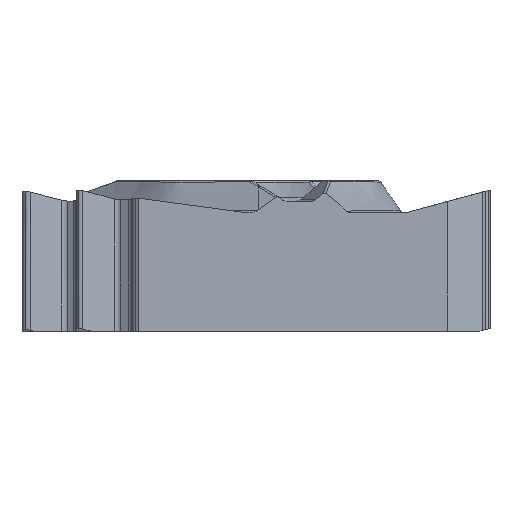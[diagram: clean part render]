
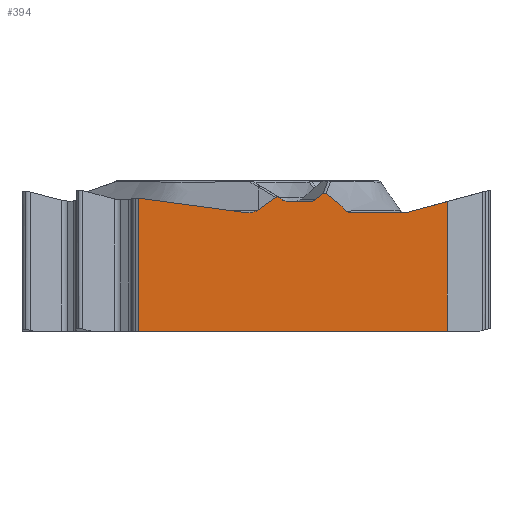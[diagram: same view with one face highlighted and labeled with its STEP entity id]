
A CAD part, left-side view. The second image highlights one B-rep face of the part: STEP entity #394.
In plain terms, the highlighted planar face has unit normal (-1, 0, 0).
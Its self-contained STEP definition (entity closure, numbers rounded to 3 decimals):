
#171=ELLIPSE('',#2994,0.309,0.3);
#172=ELLIPSE('',#2995,0.309,0.3);
#173=ELLIPSE('',#2996,0.149,0.1);
#174=ELLIPSE('',#2997,1.,0.5);
#231=FACE_OUTER_BOUND('',#1027,.T.);
#394=ADVANCED_FACE('',(#231),#549,.F.);
#549=PLANE('',#2998);
#595=LINE('',#4311,#793);
#644=LINE('',#4449,#842);
#701=LINE('',#4650,#899);
#702=LINE('',#4654,#900);
#703=LINE('',#4689,#901);
#704=LINE('',#4693,#902);
#705=LINE('',#4697,#903);
#706=LINE('',#4701,#904);
#707=LINE('',#4721,#905);
#708=LINE('',#4723,#906);
#793=VECTOR('',#3205,1.);
#842=VECTOR('',#3316,1.);
#899=VECTOR('',#3459,1.);
#900=VECTOR('',#3462,1.);
#901=VECTOR('',#3463,1.);
#902=VECTOR('',#3466,1.);
#903=VECTOR('',#3469,1.);
#904=VECTOR('',#3472,1.);
#905=VECTOR('',#3475,1.);
#906=VECTOR('',#3476,1.);
#1027=EDGE_LOOP('',(#1367,#1368,#1369,#1370,#1371,#1372,#1373,#1374,#1375,
#1376,#1377,#1378,#1379,#1380,#1381,#1382,#1383,#1384,#1385,#1386));
#1367=ORIENTED_EDGE('',*,*,#2295,.F.);
#1368=ORIENTED_EDGE('',*,*,#2365,.F.);
#1369=ORIENTED_EDGE('',*,*,#2448,.T.);
#1370=ORIENTED_EDGE('',*,*,#2449,.T.);
#1371=ORIENTED_EDGE('',*,*,#2450,.T.);
#1372=ORIENTED_EDGE('',*,*,#2451,.T.);
#1373=ORIENTED_EDGE('',*,*,#2452,.F.);
#1374=ORIENTED_EDGE('',*,*,#2453,.F.);
#1375=ORIENTED_EDGE('',*,*,#2454,.T.);
#1376=ORIENTED_EDGE('',*,*,#2455,.T.);
#1377=ORIENTED_EDGE('',*,*,#2456,.T.);
#1378=ORIENTED_EDGE('',*,*,#2457,.T.);
#1379=ORIENTED_EDGE('',*,*,#2458,.T.);
#1380=ORIENTED_EDGE('',*,*,#2459,.F.);
#1381=ORIENTED_EDGE('',*,*,#2460,.T.);
#1382=ORIENTED_EDGE('',*,*,#2461,.F.);
#1383=ORIENTED_EDGE('',*,*,#2462,.T.);
#1384=ORIENTED_EDGE('',*,*,#2463,.T.);
#1385=ORIENTED_EDGE('',*,*,#2464,.T.);
#1386=ORIENTED_EDGE('',*,*,#2465,.F.);
#2030=VERTEX_POINT('',#4310);
#2031=VERTEX_POINT('',#4312);
#2088=VERTEX_POINT('',#4448);
#2146=VERTEX_POINT('',#4651);
#2147=VERTEX_POINT('',#4653);
#2148=VERTEX_POINT('',#4655);
#2149=VERTEX_POINT('',#4666);
#2150=VERTEX_POINT('',#4674);
#2151=VERTEX_POINT('',#4688);
#2152=VERTEX_POINT('',#4690);
#2153=VERTEX_POINT('',#4692);
#2154=VERTEX_POINT('',#4694);
#2155=VERTEX_POINT('',#4696);
#2156=VERTEX_POINT('',#4698);
#2157=VERTEX_POINT('',#4700);
#2158=VERTEX_POINT('',#4702);
#2159=VERTEX_POINT('',#4707);
#2160=VERTEX_POINT('',#4718);
#2161=VERTEX_POINT('',#4720);
#2162=VERTEX_POINT('',#4722);
#2295=EDGE_CURVE('',#2030,#2031,#595,.T.);
#2365=EDGE_CURVE('',#2088,#2030,#644,.T.);
#2448=EDGE_CURVE('',#2088,#2146,#701,.T.);
#2449=EDGE_CURVE('',#2146,#2147,#2729,.T.);
#2450=EDGE_CURVE('',#2147,#2148,#702,.T.);
#2451=EDGE_CURVE('',#2148,#2149,#2810,.T.);
#2452=EDGE_CURVE('',#2150,#2149,#2811,.T.);
#2453=EDGE_CURVE('',#2151,#2150,#2812,.T.);
#2454=EDGE_CURVE('',#2151,#2152,#703,.T.);
#2455=EDGE_CURVE('',#2152,#2153,#171,.T.);
#2456=EDGE_CURVE('',#2153,#2154,#704,.T.);
#2457=EDGE_CURVE('',#2154,#2155,#172,.T.);
#2458=EDGE_CURVE('',#2155,#2156,#705,.T.);
#2459=EDGE_CURVE('',#2157,#2156,#173,.T.);
#2460=EDGE_CURVE('',#2157,#2158,#706,.T.);
#2461=EDGE_CURVE('',#2159,#2158,#2813,.T.);
#2462=EDGE_CURVE('',#2159,#2160,#2814,.T.);
#2463=EDGE_CURVE('',#2160,#2161,#174,.T.);
#2464=EDGE_CURVE('',#2161,#2162,#707,.T.);
#2465=EDGE_CURVE('',#2031,#2162,#708,.T.);
#2729=CIRCLE('',#2993,0.5);
#2810=B_SPLINE_CURVE_WITH_KNOTS('',3,(#4656,#4657,#4658,#4659,#4660,#4661,
#4662,#4663,#4664,#4665),.UNSPECIFIED.,.F.,.F.,(4,3,3,4),(0.,0.468,
0.914,1.),.UNSPECIFIED.);
#2811=B_SPLINE_CURVE_WITH_KNOTS('',3,(#4667,#4668,#4669,#4670,#4671,#4672,
#4673),.UNSPECIFIED.,.F.,.F.,(4,3,4),(0.,0.411,1.),
 .UNSPECIFIED.);
#2812=B_SPLINE_CURVE_WITH_KNOTS('',3,(#4675,#4676,#4677,#4678,#4679,#4680,
#4681,#4682,#4683,#4684,#4685,#4686,#4687),.UNSPECIFIED.,.F.,.F.,(4,3,3,
3,4),(0.,0.265,0.53,0.788,1.),
 .UNSPECIFIED.);
#2813=B_SPLINE_CURVE_WITH_KNOTS('',3,(#4703,#4704,#4705,#4706),
 .UNSPECIFIED.,.F.,.F.,(4,4),(0.,1.),.UNSPECIFIED.);
#2814=B_SPLINE_CURVE_WITH_KNOTS('',3,(#4708,#4709,#4710,#4711,#4712,#4713,
#4714,#4715,#4716,#4717),.UNSPECIFIED.,.F.,.F.,(4,3,3,4),(0.,0.331,
0.914,1.),.UNSPECIFIED.);
#2993=AXIS2_PLACEMENT_3D('',#4652,#3460,#3461);
#2994=AXIS2_PLACEMENT_3D('',#4691,#3464,#3465);
#2995=AXIS2_PLACEMENT_3D('',#4695,#3467,#3468);
#2996=AXIS2_PLACEMENT_3D('',#4699,#3470,#3471);
#2997=AXIS2_PLACEMENT_3D('',#4719,#3473,#3474);
#2998=AXIS2_PLACEMENT_3D('',#4724,#3477,#3478);
#3205=DIRECTION('',(0.,1.,0.));
#3316=DIRECTION('',(0.,0.,-1.));
#3459=DIRECTION('',(0.,0.966,-0.259));
#3460=DIRECTION('',(1.,0.,0.));
#3461=DIRECTION('',(0.,1.,0.));
#3462=DIRECTION('',(0.,1.,0.));
#3463=DIRECTION('',(0.,0.775,-0.631));
#3464=DIRECTION('',(1.,0.,0.));
#3465=DIRECTION('',(0.,1.,0.));
#3466=DIRECTION('',(0.,1.,0.));
#3467=DIRECTION('',(1.,0.,0.));
#3468=DIRECTION('',(0.,1.,0.));
#3469=DIRECTION('',(0.,0.775,0.631));
#3470=DIRECTION('',(1.,0.,0.));
#3471=DIRECTION('',(0.,-0.858,-0.514));
#3472=DIRECTION('',(0.,0.814,-0.581));
#3473=DIRECTION('',(1.,0.,0.));
#3474=DIRECTION('',(0.,1.,0.));
#3475=DIRECTION('',(0.,0.991,0.133));
#3476=DIRECTION('',(0.,0.,1.));
#3477=DIRECTION('',(1.,0.,0.));
#3478=DIRECTION('',(0.,1.,0.));
#4310=CARTESIAN_POINT('',(-6.35,-7.347,-5.56));
#4311=CARTESIAN_POINT('',(-6.35,5.476,-5.56));
#4312=CARTESIAN_POINT('',(-6.35,4.661,-5.56));
#4448=CARTESIAN_POINT('',(-6.35,-7.347,-0.523));
#4449=CARTESIAN_POINT('',(-6.35,-7.347,25.));
#4650=CARTESIAN_POINT('',(-6.35,-6.873,-0.65));
#4651=CARTESIAN_POINT('',(-6.35,-5.781,-0.943));
#4652=CARTESIAN_POINT('',(-6.35,-5.651,-0.46));
#4653=CARTESIAN_POINT('',(-6.35,-5.651,-0.96));
#4654=CARTESIAN_POINT('',(-6.35,0.,-0.96));
#4655=CARTESIAN_POINT('',(-6.35,-3.587,-0.96));
#4656=CARTESIAN_POINT('',(-6.35,-3.587,-0.96));
#4657=CARTESIAN_POINT('',(-6.35,-3.56,-0.96));
#4658=CARTESIAN_POINT('',(-6.35,-3.531,-0.955));
#4659=CARTESIAN_POINT('',(-6.35,-3.505,-0.945));
#4660=CARTESIAN_POINT('',(-6.35,-3.48,-0.936));
#4661=CARTESIAN_POINT('',(-6.35,-3.457,-0.922));
#4662=CARTESIAN_POINT('',(-6.35,-3.436,-0.905));
#4663=CARTESIAN_POINT('',(-6.35,-3.433,-0.902));
#4664=CARTESIAN_POINT('',(-6.35,-3.429,-0.898));
#4665=CARTESIAN_POINT('',(-6.35,-3.425,-0.894));
#4666=CARTESIAN_POINT('',(-6.35,-3.425,-0.894));
#4667=CARTESIAN_POINT('',(-6.35,-2.636,-0.216));
#4668=CARTESIAN_POINT('',(-6.35,-2.751,-0.3));
#4669=CARTESIAN_POINT('',(-6.35,-2.863,-0.388));
#4670=CARTESIAN_POINT('',(-6.35,-2.972,-0.48));
#4671=CARTESIAN_POINT('',(-6.35,-3.129,-0.611));
#4672=CARTESIAN_POINT('',(-6.35,-3.28,-0.75));
#4673=CARTESIAN_POINT('',(-6.35,-3.425,-0.894));
#4674=CARTESIAN_POINT('',(-6.35,-2.636,-0.216));
#4675=CARTESIAN_POINT('',(-6.35,-2.515,-0.22));
#4676=CARTESIAN_POINT('',(-6.35,-2.524,-0.213));
#4677=CARTESIAN_POINT('',(-6.35,-2.534,-0.207));
#4678=CARTESIAN_POINT('',(-6.35,-2.545,-0.203));
#4679=CARTESIAN_POINT('',(-6.35,-2.556,-0.199));
#4680=CARTESIAN_POINT('',(-6.35,-2.567,-0.197));
#4681=CARTESIAN_POINT('',(-6.35,-2.579,-0.197));
#4682=CARTESIAN_POINT('',(-6.35,-2.59,-0.197));
#4683=CARTESIAN_POINT('',(-6.35,-2.601,-0.199));
#4684=CARTESIAN_POINT('',(-6.35,-2.611,-0.203));
#4685=CARTESIAN_POINT('',(-6.35,-2.62,-0.206));
#4686=CARTESIAN_POINT('',(-6.35,-2.628,-0.21));
#4687=CARTESIAN_POINT('',(-6.35,-2.636,-0.216));
#4688=CARTESIAN_POINT('',(-6.35,-2.515,-0.22));
#4689=CARTESIAN_POINT('',(-6.35,-13.351,8.602));
#4690=CARTESIAN_POINT('',(-6.35,-2.233,-0.45));
#4691=CARTESIAN_POINT('',(-6.35,-2.034,-0.22));
#4692=CARTESIAN_POINT('',(-6.35,-2.034,-0.52));
#4693=CARTESIAN_POINT('',(-6.35,0.,-0.52));
#4694=CARTESIAN_POINT('',(-6.35,-1.132,-0.52));
#4695=CARTESIAN_POINT('',(-6.35,-1.132,-0.22));
#4696=CARTESIAN_POINT('',(-6.35,-0.934,-0.45));
#4697=CARTESIAN_POINT('',(-6.35,12.088,10.152));
#4698=CARTESIAN_POINT('',(-6.35,-0.863,-0.392));
#4699=CARTESIAN_POINT('',(-6.35,-0.786,-0.46));
#4700=CARTESIAN_POINT('',(-6.35,-0.678,-0.363));
#4701=CARTESIAN_POINT('',(-6.35,-12.224,7.882));
#4702=CARTESIAN_POINT('',(-6.35,0.,-0.847));
#4703=CARTESIAN_POINT('',(-6.35,0.033,-0.871));
#4704=CARTESIAN_POINT('',(-6.35,0.022,-0.863));
#4705=CARTESIAN_POINT('',(-6.35,0.011,-0.855));
#4706=CARTESIAN_POINT('',(-6.35,0.,-0.847));
#4707=CARTESIAN_POINT('',(-6.35,0.033,-0.871));
#4708=CARTESIAN_POINT('',(-6.35,0.033,-0.871));
#4709=CARTESIAN_POINT('',(-6.35,0.069,-0.896));
#4710=CARTESIAN_POINT('',(-6.35,0.11,-0.914));
#4711=CARTESIAN_POINT('',(-6.35,0.151,-0.927));
#4712=CARTESIAN_POINT('',(-6.35,0.225,-0.95));
#4713=CARTESIAN_POINT('',(-6.35,0.303,-0.959));
#4714=CARTESIAN_POINT('',(-6.35,0.38,-0.958));
#4715=CARTESIAN_POINT('',(-6.35,0.391,-0.958));
#4716=CARTESIAN_POINT('',(-6.35,0.402,-0.958));
#4717=CARTESIAN_POINT('',(-6.35,0.414,-0.957));
#4718=CARTESIAN_POINT('',(-6.35,0.414,-0.957));
#4719=CARTESIAN_POINT('',(-6.35,0.304,-0.46));
#4720=CARTESIAN_POINT('',(-6.35,0.563,-0.943));
#4721=CARTESIAN_POINT('',(-6.35,8.803,0.161));
#4722=CARTESIAN_POINT('',(-6.35,4.661,-0.394));
#4723=CARTESIAN_POINT('',(-6.35,4.661,25.));
#4724=CARTESIAN_POINT('',(-6.35,5.476,25.));
